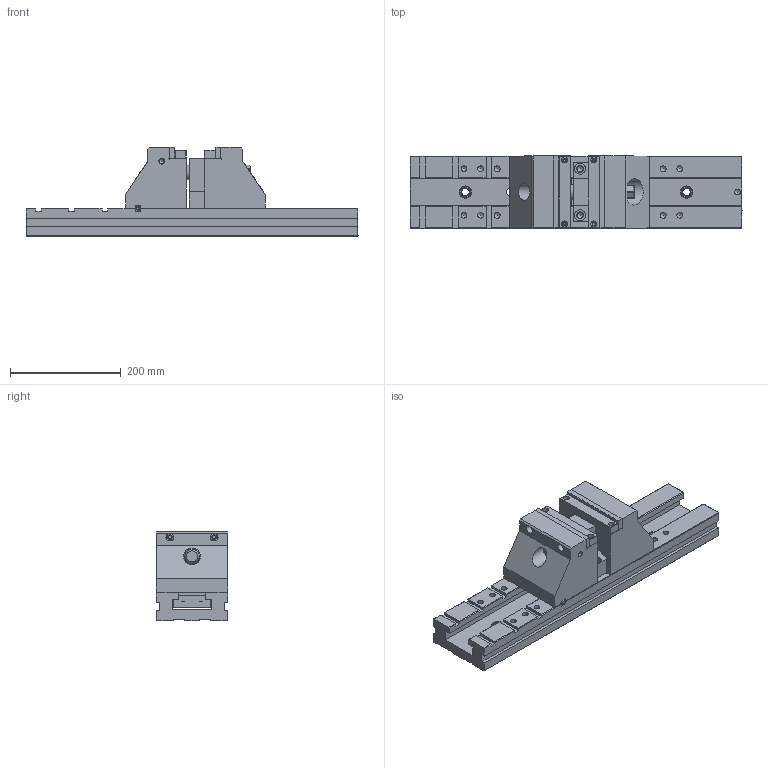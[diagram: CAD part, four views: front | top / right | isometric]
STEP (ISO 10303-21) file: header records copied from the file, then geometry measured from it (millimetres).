
FILE_DESCRIPTION(/* description */ (''),/* implementation_level */ '2;1');
FILE_NAME(/* name */ '25_130L_Mordaza.stp',/* time_stamp */ '2017-04-17T11:01:15+02:00',/* author */ (''),/* organization */ (''),/* preprocessor_version */ 'ST-DEVELOPER v15',/* originating_system */ 'SIEMENS PLM Software NX 9.0',/* authorisation */ '');
FILE_SCHEMA (('CONFIG_CONTROL_DESIGN'));
Length unit declared in the file: millimetre
Products named in the file (1): 25_130L_Mordaza
Bounding box: 600 x 130 x 161 mm (x, y, z)
Volume: 5323270.3 mm3; surface area: 698592.7 mm2
Topology: 36 solids, 36 shells, 667 faces, 1718 edges, 1125 vertices
Faces by surface type: plane 382, cylinder 173, cone 84, sphere 18, torus 10
Full cylindrical faces by diameter (mm): 5 x2, 5.188 x5, 6 x2, 6.5 x4, 6.985 x4, 8.5 x6, 10 x1, 10.3 x6, 10.5 x4, 10.579 x30, 11 x4, 12 x5, 12.5 x16, 13 x2, 13.5 x4, 14 x4, 19 x12, 20 x10, 20.4 x1, 21.25 x1, 24.7 x1, 26 x3, 26.5 x1, 28 x1, 30 x5, 32 x2, 33.8 x1, 34 x2, 42 x1, 44 x1
Entity records: 17768 total; most frequent: CARTESIAN_POINT 3005, DIRECTION 3004, ORIENTED_EDGE 2562, EDGE_CURVE 1281, AXIS2_PLACEMENT_3D 1062, EDGE_LOOP 1022, VERTEX_POINT 1017, LINE 880
